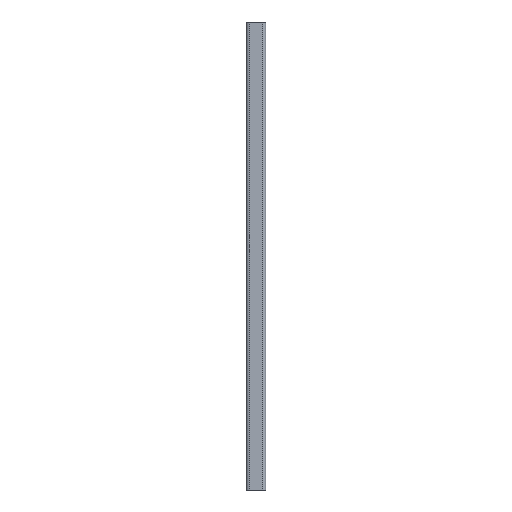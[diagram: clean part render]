
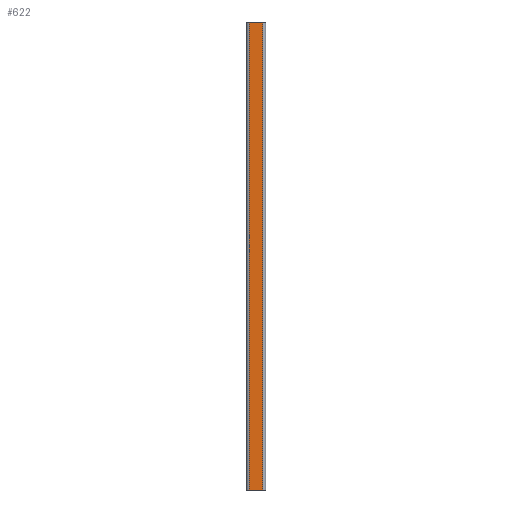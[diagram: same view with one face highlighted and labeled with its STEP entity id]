
A CAD part, left-side view. The second image highlights one B-rep face of the part: STEP entity #622.
In plain terms, the highlighted planar face has unit normal (-1, 0, 0).
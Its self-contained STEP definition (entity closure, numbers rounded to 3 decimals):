
#17 = EDGE_LOOP ( 'NONE', ( #1455, #1526, #1597, #1454 ) ) ;
#149 = FACE_OUTER_BOUND ( 'NONE', #17, .T. ) ;
#179 = LINE ( 'NONE', #2053, #379 ) ;
#295 = VECTOR ( 'NONE', #1759, 1000. ) ;
#379 = VECTOR ( 'NONE', #2038, 1000. ) ;
#402 = LINE ( 'NONE', #966, #425 ) ;
#425 = VECTOR ( 'NONE', #944, 1000. ) ;
#511 = LINE ( 'NONE', #1760, #295 ) ;
#622 = ADVANCED_FACE ( 'NONE', ( #149 ), #2442, .F. ) ;
#759 = CARTESIAN_POINT ( 'NONE',  ( -20.5, 17.5, 1500. ) ) ;
#760 = DIRECTION ( 'NONE',  ( 0., 0., -1. ) ) ;
#809 = LINE ( 'NONE', #759, #833 ) ;
#833 = VECTOR ( 'NONE', #760, 1000. ) ;
#944 = DIRECTION ( 'NONE',  ( 0., 0., -1. ) ) ;
#966 = CARTESIAN_POINT ( 'NONE',  ( -20.5, 3.5, 1500. ) ) ;
#1432 = VERTEX_POINT ( 'NONE', #2029 ) ;
#1454 = ORIENTED_EDGE ( 'NONE', *, *, #2229, .F. ) ;
#1455 = ORIENTED_EDGE ( 'NONE', *, *, #2134, .T. ) ;
#1486 = VERTEX_POINT ( 'NONE', #1970 ) ;
#1502 = VERTEX_POINT ( 'NONE', #1923 ) ;
#1526 = ORIENTED_EDGE ( 'NONE', *, *, #2369, .T. ) ;
#1576 = VERTEX_POINT ( 'NONE', #1818 ) ;
#1597 = ORIENTED_EDGE ( 'NONE', *, *, #2195, .T. ) ;
#1759 = DIRECTION ( 'NONE',  ( 0., -1., 0. ) ) ;
#1760 = CARTESIAN_POINT ( 'NONE',  ( -20.5, 21., -250. ) ) ;
#1818 = CARTESIAN_POINT ( 'NONE',  ( -20.5, 3.5, -250. ) ) ;
#1923 = CARTESIAN_POINT ( 'NONE',  ( -20.5, 3.5, 250. ) ) ;
#1970 = CARTESIAN_POINT ( 'NONE',  ( -20.5, 17.5, 250. ) ) ;
#2029 = CARTESIAN_POINT ( 'NONE',  ( -20.5, 17.5, -250. ) ) ;
#2038 = DIRECTION ( 'NONE',  ( 0., 1., 0. ) ) ;
#2053 = CARTESIAN_POINT ( 'NONE',  ( -20.5, 21., 250. ) ) ;
#2134 = EDGE_CURVE ( 'NONE', #1502, #1486, #179, .T. ) ;
#2195 = EDGE_CURVE ( 'NONE', #1432, #1576, #511, .T. ) ;
#2229 = EDGE_CURVE ( 'NONE', #1502, #1576, #402, .T. ) ;
#2289 = AXIS2_PLACEMENT_3D ( 'NONE', #2444, #2439, #2438 ) ;
#2369 = EDGE_CURVE ( 'NONE', #1486, #1432, #809, .T. ) ;
#2438 = DIRECTION ( 'NONE',  ( 0., 1., 0. ) ) ;
#2439 = DIRECTION ( 'NONE',  ( 1., 0., 0. ) ) ;
#2442 = PLANE ( 'NONE',  #2289 ) ;
#2444 = CARTESIAN_POINT ( 'NONE',  ( -20.5, 17.5, 1500. ) ) ;
